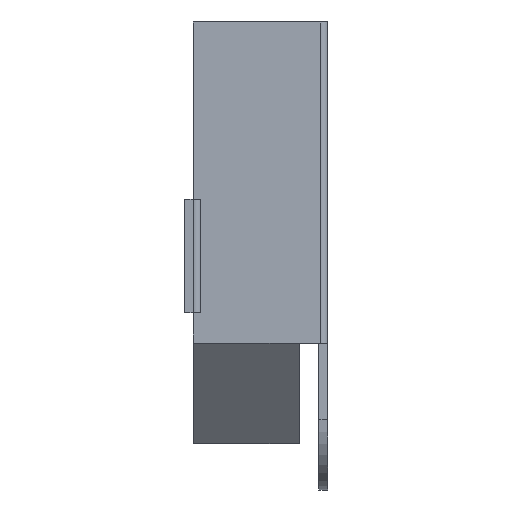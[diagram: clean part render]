
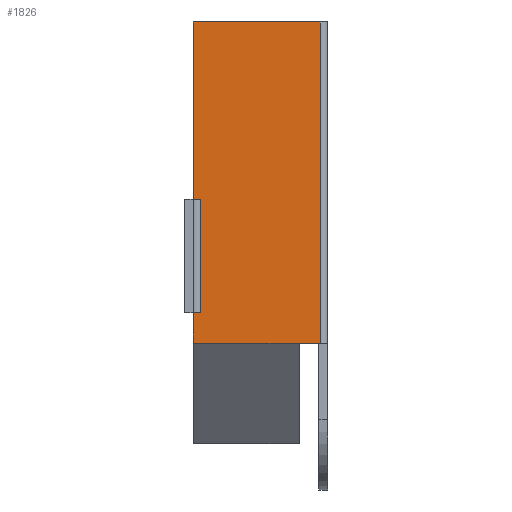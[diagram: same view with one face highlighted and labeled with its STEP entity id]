
A CAD part, left-side view. The second image highlights one B-rep face of the part: STEP entity #1826.
In plain terms, the highlighted planar face has unit normal (-1, 0, 0).
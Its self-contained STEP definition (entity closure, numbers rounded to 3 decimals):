
#36 = AXIS2_PLACEMENT_3D ( 'NONE', #2000, #764, #954 ) ;
#81 = CARTESIAN_POINT ( 'NONE',  ( -8.7, 0.2, 6.625 ) ) ;
#85 = VERTEX_POINT ( 'NONE', #2642 ) ;
#154 = VECTOR ( 'NONE', #1957, 1000. ) ;
#183 = VERTEX_POINT ( 'NONE', #1850 ) ;
#204 = VECTOR ( 'NONE', #1366, 1000. ) ;
#275 = VERTEX_POINT ( 'NONE', #2149 ) ;
#320 = CARTESIAN_POINT ( 'NONE',  ( -8.7, 3.8, -1.6 ) ) ;
#335 = VECTOR ( 'NONE', #2382, 1000. ) ;
#524 = VERTEX_POINT ( 'NONE', #1484 ) ;
#533 = CARTESIAN_POINT ( 'NONE',  ( -8.7, 3.6, 1.6 ) ) ;
#566 = DIRECTION ( 'NONE',  ( 0., 1., 0. ) ) ;
#593 = EDGE_CURVE ( 'NONE', #2176, #1374, #894, .T. ) ;
#604 = EDGE_LOOP ( 'NONE', ( #1175, #2345, #2099, #2282, #1434, #1054, #2465, #925, #2066 ) ) ;
#631 = VERTEX_POINT ( 'NONE', #320 ) ;
#692 = CARTESIAN_POINT ( 'NONE',  ( -8.7, 0., -2.468 ) ) ;
#739 = EDGE_CURVE ( 'NONE', #1204, #85, #1766, .T. ) ;
#745 = CARTESIAN_POINT ( 'NONE',  ( -8.7, 0.2, -2.468 ) ) ;
#764 = DIRECTION ( 'NONE',  ( 1., 0., 0. ) ) ;
#843 = CARTESIAN_POINT ( 'NONE',  ( -8.7, 0.8, -2.468 ) ) ;
#894 = LINE ( 'NONE', #745, #2139 ) ;
#925 = ORIENTED_EDGE ( 'NONE', *, *, #2519, .F. ) ;
#954 = DIRECTION ( 'NONE',  ( 0., 0., 1. ) ) ;
#998 = FACE_OUTER_BOUND ( 'NONE', #604, .T. ) ;
#1054 = ORIENTED_EDGE ( 'NONE', *, *, #593, .F. ) ;
#1153 = VECTOR ( 'NONE', #2298, 1000. ) ;
#1156 = PLANE ( 'NONE',  #36 ) ;
#1165 = LINE ( 'NONE', #1767, #204 ) ;
#1175 = ORIENTED_EDGE ( 'NONE', *, *, #1261, .F. ) ;
#1204 = VERTEX_POINT ( 'NONE', #533 ) ;
#1252 = VECTOR ( 'NONE', #566, 1000. ) ;
#1261 = EDGE_CURVE ( 'NONE', #183, #1204, #1871, .T. ) ;
#1366 = DIRECTION ( 'NONE',  ( 0., -1., 0. ) ) ;
#1374 = VERTEX_POINT ( 'NONE', #1741 ) ;
#1434 = ORIENTED_EDGE ( 'NONE', *, *, #2190, .F. ) ;
#1458 = CARTESIAN_POINT ( 'NONE',  ( -8.7, 3.6, 1.6 ) ) ;
#1484 = CARTESIAN_POINT ( 'NONE',  ( -8.7, 3.8, 6.625 ) ) ;
#1534 = DIRECTION ( 'NONE',  ( 0., 1., 0. ) ) ;
#1567 = EDGE_CURVE ( 'NONE', #524, #2176, #1165, .T. ) ;
#1613 = DIRECTION ( 'NONE',  ( 0., -1., 0. ) ) ;
#1660 = DIRECTION ( 'NONE',  ( 0., 0., 1. ) ) ;
#1688 = EDGE_CURVE ( 'NONE', #631, #183, #2025, .T. ) ;
#1704 = LINE ( 'NONE', #2144, #154 ) ;
#1741 = CARTESIAN_POINT ( 'NONE',  ( -8.7, 0.2, -2.468 ) ) ;
#1758 = LINE ( 'NONE', #692, #335 ) ;
#1759 = EDGE_CURVE ( 'NONE', #2666, #275, #2508, .T. ) ;
#1766 = LINE ( 'NONE', #1944, #2585 ) ;
#1767 = CARTESIAN_POINT ( 'NONE',  ( -8.7, 0., 6.625 ) ) ;
#1806 = CARTESIAN_POINT ( 'NONE',  ( -8.7, 0.8, -2.468 ) ) ;
#1826 = ADVANCED_FACE ( 'NONE', ( #998 ), #1156, .F. ) ;
#1850 = CARTESIAN_POINT ( 'NONE',  ( -8.7, 3.6, -1.6 ) ) ;
#1871 = LINE ( 'NONE', #1458, #2421 ) ;
#1944 = CARTESIAN_POINT ( 'NONE',  ( -8.7, 4.05, 1.6 ) ) ;
#1957 = DIRECTION ( 'NONE',  ( 0., 0., 1. ) ) ;
#2000 = CARTESIAN_POINT ( 'NONE',  ( -8.7, 0., 0. ) ) ;
#2025 = LINE ( 'NONE', #2081, #2521 ) ;
#2066 = ORIENTED_EDGE ( 'NONE', *, *, #739, .F. ) ;
#2070 = LINE ( 'NONE', #2284, #1153 ) ;
#2081 = CARTESIAN_POINT ( 'NONE',  ( -8.7, 4.05, -1.6 ) ) ;
#2099 = ORIENTED_EDGE ( 'NONE', *, *, #2460, .F. ) ;
#2139 = VECTOR ( 'NONE', #2394, 1000. ) ;
#2144 = CARTESIAN_POINT ( 'NONE',  ( -8.7, 3.8, 6.625 ) ) ;
#2149 = CARTESIAN_POINT ( 'NONE',  ( -8.7, 3.8, -2.468 ) ) ;
#2176 = VERTEX_POINT ( 'NONE', #81 ) ;
#2190 = EDGE_CURVE ( 'NONE', #1374, #2666, #1758, .T. ) ;
#2282 = ORIENTED_EDGE ( 'NONE', *, *, #1759, .F. ) ;
#2284 = CARTESIAN_POINT ( 'NONE',  ( -8.7, 3.8, 6.625 ) ) ;
#2298 = DIRECTION ( 'NONE',  ( 0., 0., 1. ) ) ;
#2345 = ORIENTED_EDGE ( 'NONE', *, *, #1688, .F. ) ;
#2382 = DIRECTION ( 'NONE',  ( 0., 1., 0. ) ) ;
#2394 = DIRECTION ( 'NONE',  ( 0., 0., -1. ) ) ;
#2421 = VECTOR ( 'NONE', #1660, 1000. ) ;
#2460 = EDGE_CURVE ( 'NONE', #275, #631, #2070, .T. ) ;
#2465 = ORIENTED_EDGE ( 'NONE', *, *, #1567, .F. ) ;
#2508 = LINE ( 'NONE', #843, #1252 ) ;
#2519 = EDGE_CURVE ( 'NONE', #85, #524, #1704, .T. ) ;
#2521 = VECTOR ( 'NONE', #1613, 1000. ) ;
#2585 = VECTOR ( 'NONE', #1534, 1000. ) ;
#2642 = CARTESIAN_POINT ( 'NONE',  ( -8.7, 3.8, 1.6 ) ) ;
#2666 = VERTEX_POINT ( 'NONE', #1806 ) ;
